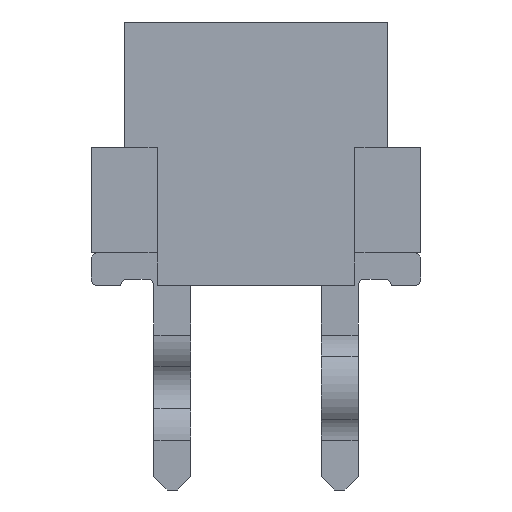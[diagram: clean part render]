
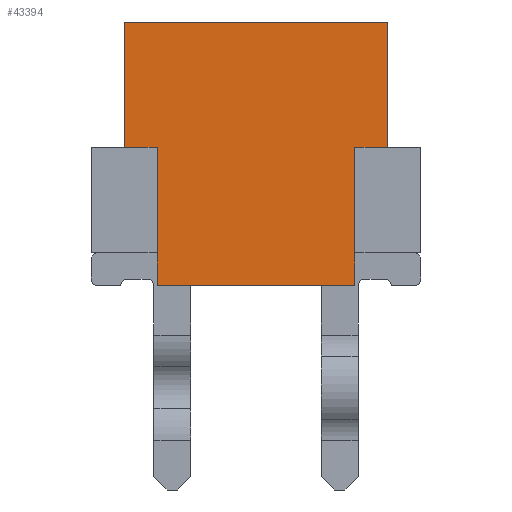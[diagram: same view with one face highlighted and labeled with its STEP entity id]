
A CAD part, front view. The second image highlights one B-rep face of the part: STEP entity #43394.
In plain terms, the highlighted face is planar.
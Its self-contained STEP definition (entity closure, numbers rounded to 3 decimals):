
#895=PLANE('',#45883);
#4120=LINE('',#62501,#7936);
#4234=LINE('',#62732,#8050);
#4347=LINE('',#62948,#8163);
#4354=LINE('',#62962,#8170);
#4358=LINE('',#62970,#8174);
#4360=LINE('',#62973,#8176);
#4361=LINE('',#62975,#8177);
#4362=LINE('',#62976,#8178);
#4363=LINE('',#62978,#8179);
#4364=LINE('',#62980,#8180);
#7936=VECTOR('',#53149,1000.);
#8050=VECTOR('',#53325,1000.);
#8163=VECTOR('',#53470,1000.);
#8170=VECTOR('',#53483,1000.);
#8174=VECTOR('',#53489,1000.);
#8176=VECTOR('',#53493,1000.);
#8177=VECTOR('',#53496,1000.);
#8178=VECTOR('',#53497,1000.);
#8179=VECTOR('',#53498,1000.);
#8180=VECTOR('',#53499,1000.);
#15889=ORIENTED_EDGE('',*,*,#22138,.F.);
#15890=ORIENTED_EDGE('',*,*,#22265,.F.);
#15891=ORIENTED_EDGE('',*,*,#22264,.F.);
#15892=ORIENTED_EDGE('',*,*,#22251,.F.);
#15893=ORIENTED_EDGE('',*,*,#22266,.F.);
#15894=ORIENTED_EDGE('',*,*,#22267,.F.);
#15895=ORIENTED_EDGE('',*,*,#22268,.F.);
#15896=ORIENTED_EDGE('',*,*,#22258,.F.);
#15897=ORIENTED_EDGE('',*,*,#22262,.F.);
#15898=ORIENTED_EDGE('',*,*,#22022,.F.);
#22022=EDGE_CURVE('',#25461,#23187,#4120,.T.);
#22138=EDGE_CURVE('',#25539,#25461,#4234,.T.);
#22251=EDGE_CURVE('',#25626,#25627,#4347,.T.);
#22258=EDGE_CURVE('',#25630,#25631,#4354,.T.);
#22262=EDGE_CURVE('',#23187,#25630,#4358,.T.);
#22264=EDGE_CURVE('',#25627,#23318,#4360,.T.);
#22265=EDGE_CURVE('',#23318,#25539,#4361,.T.);
#22266=EDGE_CURVE('',#25634,#25626,#4362,.T.);
#22267=EDGE_CURVE('',#25635,#25634,#4363,.T.);
#22268=EDGE_CURVE('',#25631,#25635,#4364,.T.);
#23187=VERTEX_POINT('',#55529);
#23318=VERTEX_POINT('',#55923);
#25461=VERTEX_POINT('',#62500);
#25539=VERTEX_POINT('',#62731);
#25626=VERTEX_POINT('',#62947);
#25627=VERTEX_POINT('',#62949);
#25630=VERTEX_POINT('',#62961);
#25631=VERTEX_POINT('',#62963);
#25634=VERTEX_POINT('',#62977);
#25635=VERTEX_POINT('',#62979);
#28093=EDGE_LOOP('',(#15889,#15890,#15891,#15892,#15893,#15894,#15895,#15896,
#15897,#15898));
#29795=FACE_BOUND('',#28093,.T.);
#43394=ADVANCED_FACE('',(#29795),#895,.F.);
#45883=AXIS2_PLACEMENT_3D('',#62974,#53494,#53495);
#53149=DIRECTION('',(0.,0.,1.));
#53325=DIRECTION('',(0.,-1.,0.));
#53470=DIRECTION('',(0.,-1.,0.));
#53483=DIRECTION('',(0.,-1.,0.));
#53489=DIRECTION('',(0.,0.,1.));
#53493=DIRECTION('',(0.,0.,-1.));
#53494=DIRECTION('',(-1.,0.,0.));
#53495=DIRECTION('',(0.,0.,1.));
#53496=DIRECTION('',(0.,0.,-1.));
#53497=DIRECTION('',(0.,0.,-1.));
#53498=DIRECTION('',(0.,1.,0.));
#53499=DIRECTION('',(0.,0.,1.));
#55529=CARTESIAN_POINT('',(12.965,-1.5,-1.6));
#55923=CARTESIAN_POINT('',(12.965,1.5,-1.6));
#62500=CARTESIAN_POINT('',(12.965,-1.5,-2.1));
#62501=CARTESIAN_POINT('',(12.965,-1.5,-2.1));
#62731=CARTESIAN_POINT('',(12.965,1.5,-2.1));
#62732=CARTESIAN_POINT('',(12.965,1.5,-2.1));
#62947=CARTESIAN_POINT('',(12.965,2.,0.));
#62948=CARTESIAN_POINT('',(12.965,2.,0.));
#62949=CARTESIAN_POINT('',(12.965,1.5,0.));
#62961=CARTESIAN_POINT('',(12.965,-1.5,0.));
#62962=CARTESIAN_POINT('',(12.965,-1.5,0.));
#62963=CARTESIAN_POINT('',(12.965,-2.,0.));
#62970=CARTESIAN_POINT('',(12.965,-1.5,-2.1));
#62973=CARTESIAN_POINT('',(12.965,1.5,0.));
#62974=CARTESIAN_POINT('',(12.965,0.,0.));
#62975=CARTESIAN_POINT('',(12.965,1.5,0.));
#62976=CARTESIAN_POINT('',(12.965,2.,1.9));
#62977=CARTESIAN_POINT('',(12.965,2.,1.9));
#62978=CARTESIAN_POINT('',(12.965,-2.,1.9));
#62979=CARTESIAN_POINT('',(12.965,-2.,1.9));
#62980=CARTESIAN_POINT('',(12.965,-2.,0.));
